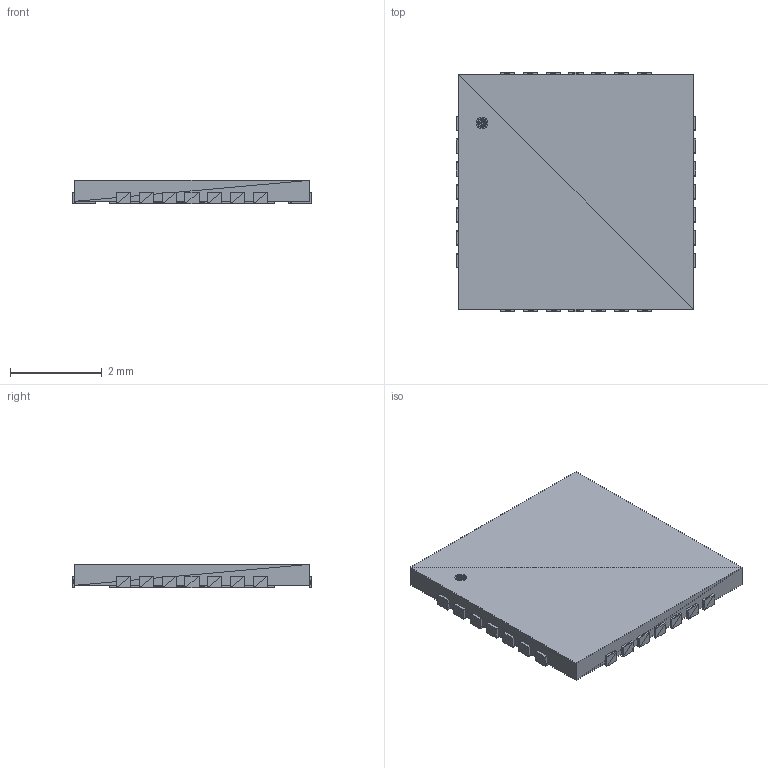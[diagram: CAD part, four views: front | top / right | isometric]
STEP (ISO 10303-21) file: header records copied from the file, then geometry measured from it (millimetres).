
FILE_DESCRIPTION(('STEP AP214'),'1');
FILE_NAME('SPA28A-L','2016-06-09T23:46:39',(''),(''),'','','');
FILE_SCHEMA(('AUTOMOTIVE_DESIGN'));
Length unit declared in the file: millimetre
Products named in the file (1): product
Bounding box: 5.21 x 5.21 x 0.51 mm (x, y, z)
Surface area: 88.5 mm2 (no closed solid volume)
Topology: 0 solids, 390 shells, 390 faces, 1170 edges, 1170 vertices
Faces by surface type: plane 390
Entity records: 12929 total; most frequent: CARTESIAN_POINT 2731, DIRECTION 1952, ORIENTED_EDGE 1170, EDGE_CURVE 1170, VERTEX_POINT 1170, LINE 1170, VECTOR 1170, AXIS2_PLACEMENT_3D 391
